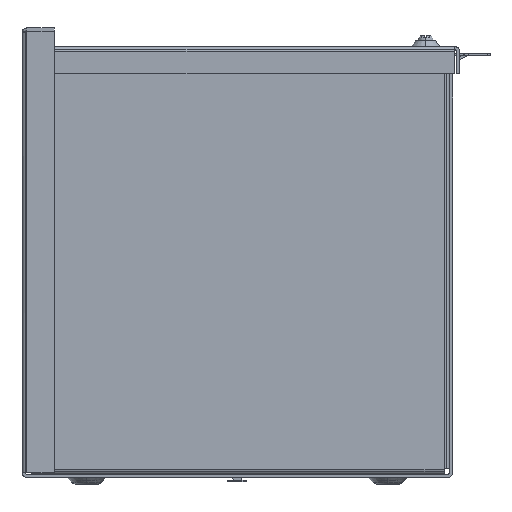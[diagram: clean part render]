
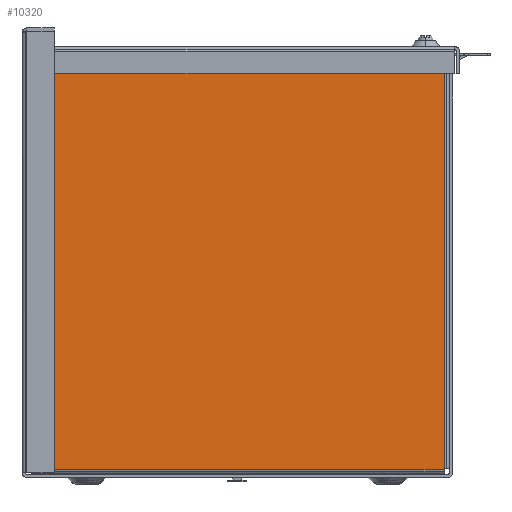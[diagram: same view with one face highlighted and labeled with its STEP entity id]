
A CAD part, left-side view. The second image highlights one B-rep face of the part: STEP entity #10320.
In plain terms, the highlighted planar face has unit normal (-1, 0, 0).
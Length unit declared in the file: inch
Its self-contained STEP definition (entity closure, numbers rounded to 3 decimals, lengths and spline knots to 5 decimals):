
#208 = VECTOR ( 'NONE', #28718, 39.37008 ) ;
#603 = CARTESIAN_POINT ( 'NONE',  ( -18., 4.783, 0.197 ) ) ;
#885 = EDGE_CURVE ( 'NONE', #27246, #21491, #17911, .T. ) ;
#1024 = EDGE_LOOP ( 'NONE', ( #9116, #21028, #20732, #12765, #2306, #26274, #23242, #12693, #17448, #3211, #24681, #10872 ) ) ;
#1393 = DIRECTION ( 'NONE',  ( 0., 1., 0. ) ) ;
#1743 = EDGE_CURVE ( 'NONE', #25052, #12075, #17663, .T. ) ;
#2306 = ORIENTED_EDGE ( 'NONE', *, *, #5877, .T. ) ;
#2556 = DIRECTION ( 'NONE',  ( 0., -1., 0. ) ) ;
#2757 = VERTEX_POINT ( 'NONE', #20384 ) ;
#2824 = CARTESIAN_POINT ( 'NONE',  ( -18., 4.908, 9.8 ) ) ;
#2861 = CARTESIAN_POINT ( 'NONE',  ( -18., -4.928, 0.197 ) ) ;
#3043 = VECTOR ( 'NONE', #5210, 39.37008 ) ;
#3139 = EDGE_CURVE ( 'NONE', #21491, #25052, #29011, .T. ) ;
#3211 = ORIENTED_EDGE ( 'NONE', *, *, #1743, .T. ) ;
#4147 = CARTESIAN_POINT ( 'NONE',  ( -18., 4.783, 0.197 ) ) ;
#4467 = DIRECTION ( 'NONE',  ( 0., 0., 1. ) ) ;
#5210 = DIRECTION ( 'NONE',  ( 0., 1., 0. ) ) ;
#5877 = EDGE_CURVE ( 'NONE', #19528, #15437, #22511, .T. ) ;
#6120 = VECTOR ( 'NONE', #13969, 39.37008 ) ;
#6181 = VECTOR ( 'NONE', #11446, 39.37008 ) ;
#6967 = LINE ( 'NONE', #25662, #29511 ) ;
#7210 = EDGE_CURVE ( 'NONE', #12592, #26984, #24992, .T. ) ;
#7727 = EDGE_CURVE ( 'NONE', #19781, #2757, #29427, .T. ) ;
#7780 = EDGE_CURVE ( 'NONE', #2757, #19528, #9720, .T. ) ;
#7822 = CARTESIAN_POINT ( 'NONE',  ( -18., -4.803, 9.783 ) ) ;
#7993 = VECTOR ( 'NONE', #11506, 39.37008 ) ;
#8030 = CARTESIAN_POINT ( 'NONE',  ( -18., -4.82, 9.783 ) ) ;
#8406 = VECTOR ( 'NONE', #15241, 39.37008 ) ;
#8905 = CARTESIAN_POINT ( 'NONE',  ( -18., 4.783, 9.783 ) ) ;
#8967 = CARTESIAN_POINT ( 'NONE',  ( -18., -4.803, 9.908 ) ) ;
#9116 = ORIENTED_EDGE ( 'NONE', *, *, #22398, .T. ) ;
#9720 = LINE ( 'NONE', #2824, #3043 ) ;
#10320 = ADVANCED_FACE ( 'NONE', ( #22881 ), #27654, .T. ) ;
#10787 = CARTESIAN_POINT ( 'NONE',  ( -18., 4.783, 0.072 ) ) ;
#10872 = ORIENTED_EDGE ( 'NONE', *, *, #7210, .T. ) ;
#10907 = VERTEX_POINT ( 'NONE', #8030 ) ;
#10914 = CARTESIAN_POINT ( 'NONE',  ( -18., -4.803, 0.197 ) ) ;
#11446 = DIRECTION ( 'NONE',  ( 0., 0., -1. ) ) ;
#11506 = DIRECTION ( 'NONE',  ( 0., 0., 1. ) ) ;
#11765 = CARTESIAN_POINT ( 'NONE',  ( -18., -4.803, 9.783 ) ) ;
#12075 = VERTEX_POINT ( 'NONE', #26132 ) ;
#12122 = CARTESIAN_POINT ( 'NONE',  ( -18., 4.908, 9.908 ) ) ;
#12592 = VERTEX_POINT ( 'NONE', #16841 ) ;
#12693 = ORIENTED_EDGE ( 'NONE', *, *, #885, .T. ) ;
#12704 = AXIS2_PLACEMENT_3D ( 'NONE', #12122, #20653, #14072 ) ;
#12763 = EDGE_CURVE ( 'NONE', #25758, #27246, #25618, .T. ) ;
#12765 = ORIENTED_EDGE ( 'NONE', *, *, #7780, .T. ) ;
#13307 = CARTESIAN_POINT ( 'NONE',  ( -18., 4.783, 0.18 ) ) ;
#13969 = DIRECTION ( 'NONE',  ( 0., 0., -1. ) ) ;
#14072 = DIRECTION ( 'NONE',  ( 0., 0., -1. ) ) ;
#15241 = DIRECTION ( 'NONE',  ( 0., -1., 0. ) ) ;
#15437 = VERTEX_POINT ( 'NONE', #23791 ) ;
#16841 = CARTESIAN_POINT ( 'NONE',  ( -18., -4.803, 0.197 ) ) ;
#16996 = CARTESIAN_POINT ( 'NONE',  ( -18., -4.82, 0.197 ) ) ;
#17448 = ORIENTED_EDGE ( 'NONE', *, *, #3139, .T. ) ;
#17663 = LINE ( 'NONE', #17802, #208 ) ;
#17802 = CARTESIAN_POINT ( 'NONE',  ( -18., 4.908, 0.18 ) ) ;
#17825 = CARTESIAN_POINT ( 'NONE',  ( -18., 4.8, 9.783 ) ) ;
#17911 = LINE ( 'NONE', #4147, #8406 ) ;
#18346 = EDGE_CURVE ( 'NONE', #12075, #12592, #27338, .T. ) ;
#18806 = VECTOR ( 'NONE', #4467, 39.37008 ) ;
#18929 = EDGE_CURVE ( 'NONE', #15437, #25758, #6967, .T. ) ;
#19528 = VERTEX_POINT ( 'NONE', #28962 ) ;
#19781 = VERTEX_POINT ( 'NONE', #11765 ) ;
#20384 = CARTESIAN_POINT ( 'NONE',  ( -18., -4.803, 9.8 ) ) ;
#20553 = CARTESIAN_POINT ( 'NONE',  ( -18., 4.8, 9.908 ) ) ;
#20653 = DIRECTION ( 'NONE',  ( -1., 0., 0. ) ) ;
#20732 = ORIENTED_EDGE ( 'NONE', *, *, #7727, .T. ) ;
#21028 = ORIENTED_EDGE ( 'NONE', *, *, #27448, .T. ) ;
#21194 = DIRECTION ( 'NONE',  ( 0., 1., 0. ) ) ;
#21491 = VERTEX_POINT ( 'NONE', #603 ) ;
#22398 = EDGE_CURVE ( 'NONE', #26984, #10907, #25348, .T. ) ;
#22511 = LINE ( 'NONE', #8905, #6181 ) ;
#22881 = FACE_OUTER_BOUND ( 'NONE', #1024, .T. ) ;
#23242 = ORIENTED_EDGE ( 'NONE', *, *, #12763, .T. ) ;
#23244 = CARTESIAN_POINT ( 'NONE',  ( -18., -4.82, 9.908 ) ) ;
#23404 = DIRECTION ( 'NONE',  ( 0., 0., 1. ) ) ;
#23791 = CARTESIAN_POINT ( 'NONE',  ( -18., 4.783, 9.783 ) ) ;
#24097 = DIRECTION ( 'NONE',  ( 0., 0., -1. ) ) ;
#24268 = LINE ( 'NONE', #7822, #25512 ) ;
#24681 = ORIENTED_EDGE ( 'NONE', *, *, #18346, .T. ) ;
#24992 = LINE ( 'NONE', #2861, #26405 ) ;
#25052 = VERTEX_POINT ( 'NONE', #13307 ) ;
#25327 = CARTESIAN_POINT ( 'NONE',  ( -18., 4.8, 0.197 ) ) ;
#25348 = LINE ( 'NONE', #23244, #29135 ) ;
#25512 = VECTOR ( 'NONE', #1393, 39.37008 ) ;
#25618 = LINE ( 'NONE', #20553, #6120 ) ;
#25662 = CARTESIAN_POINT ( 'NONE',  ( -18., 4.908, 9.783 ) ) ;
#25758 = VERTEX_POINT ( 'NONE', #17825 ) ;
#26132 = CARTESIAN_POINT ( 'NONE',  ( -18., -4.803, 0.18 ) ) ;
#26274 = ORIENTED_EDGE ( 'NONE', *, *, #18929, .T. ) ;
#26405 = VECTOR ( 'NONE', #2556, 39.37008 ) ;
#26594 = VECTOR ( 'NONE', #24097, 39.37008 ) ;
#26984 = VERTEX_POINT ( 'NONE', #16996 ) ;
#27246 = VERTEX_POINT ( 'NONE', #25327 ) ;
#27338 = LINE ( 'NONE', #10914, #7993 ) ;
#27448 = EDGE_CURVE ( 'NONE', #10907, #19781, #24268, .T. ) ;
#27654 = PLANE ( 'NONE',  #12704 ) ;
#28718 = DIRECTION ( 'NONE',  ( 0., -1., 0. ) ) ;
#28962 = CARTESIAN_POINT ( 'NONE',  ( -18., 4.783, 9.8 ) ) ;
#29011 = LINE ( 'NONE', #10787, #26594 ) ;
#29135 = VECTOR ( 'NONE', #23404, 39.37008 ) ;
#29427 = LINE ( 'NONE', #8967, #18806 ) ;
#29511 = VECTOR ( 'NONE', #21194, 39.37008 ) ;
